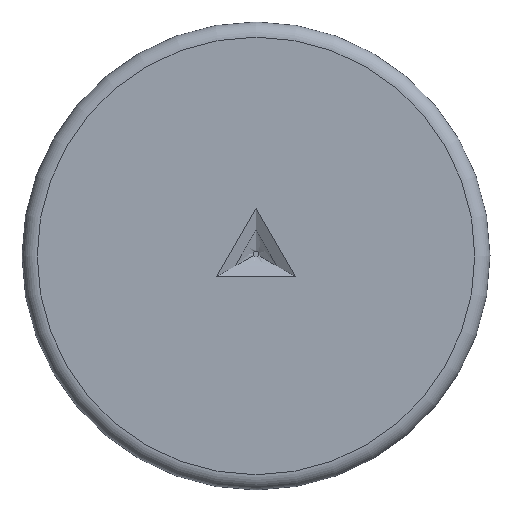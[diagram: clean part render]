
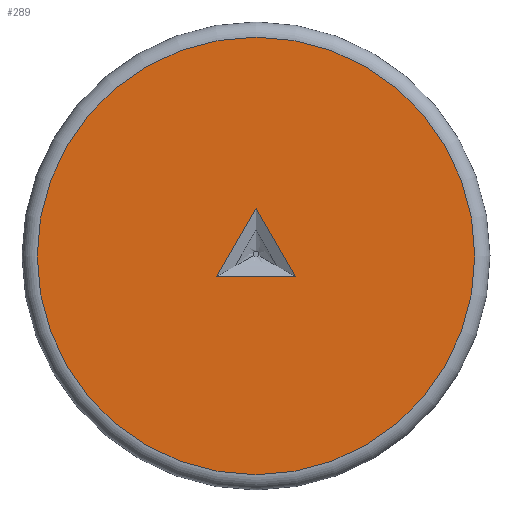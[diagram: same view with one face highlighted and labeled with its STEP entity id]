
A CAD part, top view. The second image highlights one B-rep face of the part: STEP entity #289.
In plain terms, the highlighted face is planar.
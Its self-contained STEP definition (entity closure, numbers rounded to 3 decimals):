
#15=FACE_BOUND('',#113,.T.);
#31=LINE('',#546,#61);
#32=LINE('',#548,#62);
#33=LINE('',#549,#63);
#61=VECTOR('',#389,10.);
#62=VECTOR('',#390,10.);
#63=VECTOR('',#391,10.);
#94=FACE_OUTER_BOUND('',#112,.T.);
#112=EDGE_LOOP('',(#229));
#113=EDGE_LOOP('',(#230,#231,#232));
#130=CIRCLE('',#332,36.);
#145=VERTEX_POINT('',#540);
#146=VERTEX_POINT('',#544);
#147=VERTEX_POINT('',#545);
#148=VERTEX_POINT('',#547);
#178=EDGE_CURVE('',#145,#145,#130,.T.);
#179=EDGE_CURVE('',#146,#147,#31,.T.);
#180=EDGE_CURVE('',#147,#148,#32,.T.);
#181=EDGE_CURVE('',#148,#146,#33,.T.);
#229=ORIENTED_EDGE('',*,*,#178,.F.);
#230=ORIENTED_EDGE('',*,*,#179,.T.);
#231=ORIENTED_EDGE('',*,*,#180,.T.);
#232=ORIENTED_EDGE('',*,*,#181,.T.);
#272=PLANE('',#333);
#289=ADVANCED_FACE('',(#94,#15),#272,.F.);
#332=AXIS2_PLACEMENT_3D('',#542,#385,#386);
#333=AXIS2_PLACEMENT_3D('',#543,#387,#388);
#385=DIRECTION('center_axis',(0.,1.,0.));
#386=DIRECTION('ref_axis',(1.,0.,0.));
#387=DIRECTION('center_axis',(0.,1.,0.));
#388=DIRECTION('ref_axis',(1.,0.,0.));
#389=DIRECTION('',(-1.,0.,0.));
#390=DIRECTION('',(0.5,0.,0.866));
#391=DIRECTION('',(0.5,0.,-0.866));
#540=CARTESIAN_POINT('',(20.,-5.,-51.325));
#542=CARTESIAN_POINT('Origin',(20.,-5.,-15.325));
#543=CARTESIAN_POINT('Origin',(20.,-5.,-15.325));
#544=CARTESIAN_POINT('',(26.5,-5.,-18.753));
#545=CARTESIAN_POINT('',(13.5,-5.,-18.753));
#546=CARTESIAN_POINT('',(23.25,-5.,-18.753));
#547=CARTESIAN_POINT('',(20.,-5.,-7.494));
#548=CARTESIAN_POINT('',(15.055,-5.,-16.06));
#549=CARTESIAN_POINT('',(21.695,-5.,-10.431));
